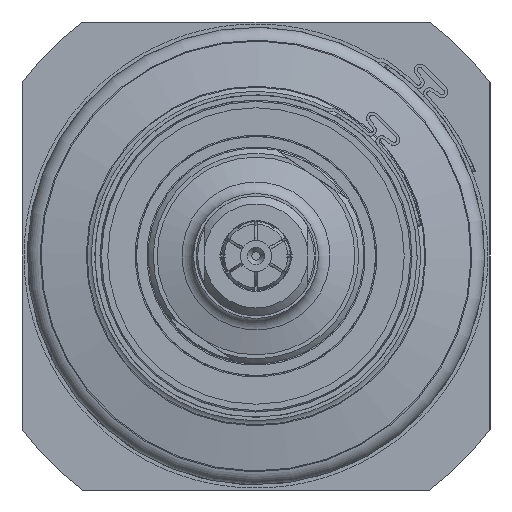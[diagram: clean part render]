
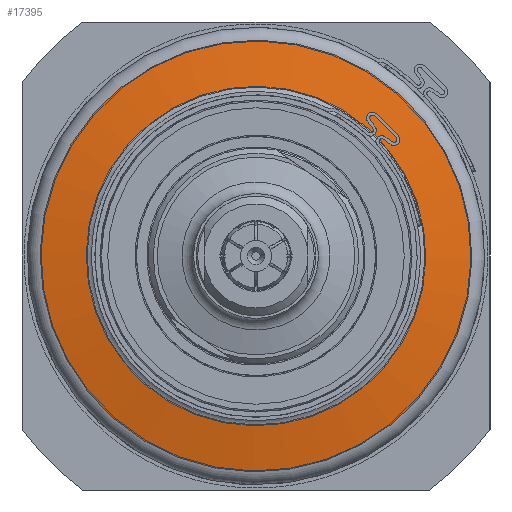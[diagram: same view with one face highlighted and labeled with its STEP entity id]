
A CAD part, left-side view. The second image highlights one B-rep face of the part: STEP entity #17395.
In plain terms, the highlighted conical face has half-angle 80 degrees and reference radius 37.087 mm.
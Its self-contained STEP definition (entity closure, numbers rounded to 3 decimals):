
#502=CONICAL_SURFACE('',#18734,37.087,1.396);
#923=LINE('',#27710,#1731);
#1731=VECTOR('',#21977,37.087);
#3115=FACE_OUTER_BOUND('',#4070,.T.);
#4070=EDGE_LOOP('',(#12134,#12135,#12136,#12137,#12138,#12139,#12140,#12141));
#5178=CIRCLE('',#18731,32.653);
#5179=CIRCLE('',#18732,32.653);
#5180=CIRCLE('',#18733,32.653);
#5181=CIRCLE('',#18735,41.521);
#5182=CIRCLE('',#18736,41.521);
#5183=CIRCLE('',#18737,41.521);
#6713=VERTEX_POINT('',#27697);
#6714=VERTEX_POINT('',#27699);
#6715=VERTEX_POINT('',#27701);
#6716=VERTEX_POINT('',#27705);
#6717=VERTEX_POINT('',#27706);
#6718=VERTEX_POINT('',#27708);
#8751=EDGE_CURVE('',#6714,#6713,#5178,.T.);
#8752=EDGE_CURVE('',#6715,#6714,#5179,.T.);
#8753=EDGE_CURVE('',#6713,#6715,#5180,.T.);
#8754=EDGE_CURVE('',#6716,#6717,#5181,.T.);
#8755=EDGE_CURVE('',#6718,#6716,#5182,.T.);
#8756=EDGE_CURVE('',#6718,#6715,#923,.T.);
#8757=EDGE_CURVE('',#6717,#6718,#5183,.T.);
#12134=ORIENTED_EDGE('',*,*,#8754,.F.);
#12135=ORIENTED_EDGE('',*,*,#8755,.F.);
#12136=ORIENTED_EDGE('',*,*,#8756,.T.);
#12137=ORIENTED_EDGE('',*,*,#8752,.T.);
#12138=ORIENTED_EDGE('',*,*,#8751,.T.);
#12139=ORIENTED_EDGE('',*,*,#8753,.T.);
#12140=ORIENTED_EDGE('',*,*,#8756,.F.);
#12141=ORIENTED_EDGE('',*,*,#8757,.F.);
#17395=ADVANCED_FACE('',(#3115),#502,.T.);
#18731=AXIS2_PLACEMENT_3D('',#27700,#21965,#21966);
#18732=AXIS2_PLACEMENT_3D('',#27702,#21967,#21968);
#18733=AXIS2_PLACEMENT_3D('',#27703,#21969,#21970);
#18734=AXIS2_PLACEMENT_3D('',#27704,#21971,#21972);
#18735=AXIS2_PLACEMENT_3D('',#27707,#21973,#21974);
#18736=AXIS2_PLACEMENT_3D('',#27709,#21975,#21976);
#18737=AXIS2_PLACEMENT_3D('',#27711,#21978,#21979);
#21965=DIRECTION('center_axis',(1.,0.,0.));
#21966=DIRECTION('ref_axis',(0.,-0.157,-0.988));
#21967=DIRECTION('center_axis',(1.,0.,0.));
#21968=DIRECTION('ref_axis',(0.,-0.157,-0.988));
#21969=DIRECTION('center_axis',(1.,0.,0.));
#21970=DIRECTION('ref_axis',(0.,-0.157,-0.988));
#21971=DIRECTION('center_axis',(1.,0.,0.));
#21972=DIRECTION('ref_axis',(0.,0.988,-0.157));
#21973=DIRECTION('center_axis',(1.,0.,0.));
#21974=DIRECTION('ref_axis',(0.,-0.157,-0.988));
#21975=DIRECTION('center_axis',(1.,0.,0.));
#21976=DIRECTION('ref_axis',(0.,-0.157,-0.988));
#21977=DIRECTION('',(-0.174,0.973,-0.155));
#21978=DIRECTION('center_axis',(1.,0.,0.));
#21979=DIRECTION('ref_axis',(0.,-0.157,-0.988));
#27697=CARTESIAN_POINT('',(15.006,5.135,32.246));
#27699=CARTESIAN_POINT('',(15.006,32.246,-5.135));
#27700=CARTESIAN_POINT('Origin',(15.006,0.,
0.));
#27701=CARTESIAN_POINT('',(15.006,-32.246,5.135));
#27702=CARTESIAN_POINT('Origin',(15.006,0.,
0.));
#27703=CARTESIAN_POINT('Origin',(15.006,0.,
0.));
#27704=CARTESIAN_POINT('Origin',(15.788,0.,
0.));
#27705=CARTESIAN_POINT('',(16.57,41.004,-6.53));
#27706=CARTESIAN_POINT('',(16.57,6.53,41.004));
#27707=CARTESIAN_POINT('Origin',(16.57,0.,
0.));
#27708=CARTESIAN_POINT('',(16.57,-41.004,6.53));
#27709=CARTESIAN_POINT('Origin',(16.57,0.,
0.));
#27710=CARTESIAN_POINT('',(15.788,-36.625,5.833));
#27711=CARTESIAN_POINT('Origin',(16.57,0.,
0.));
